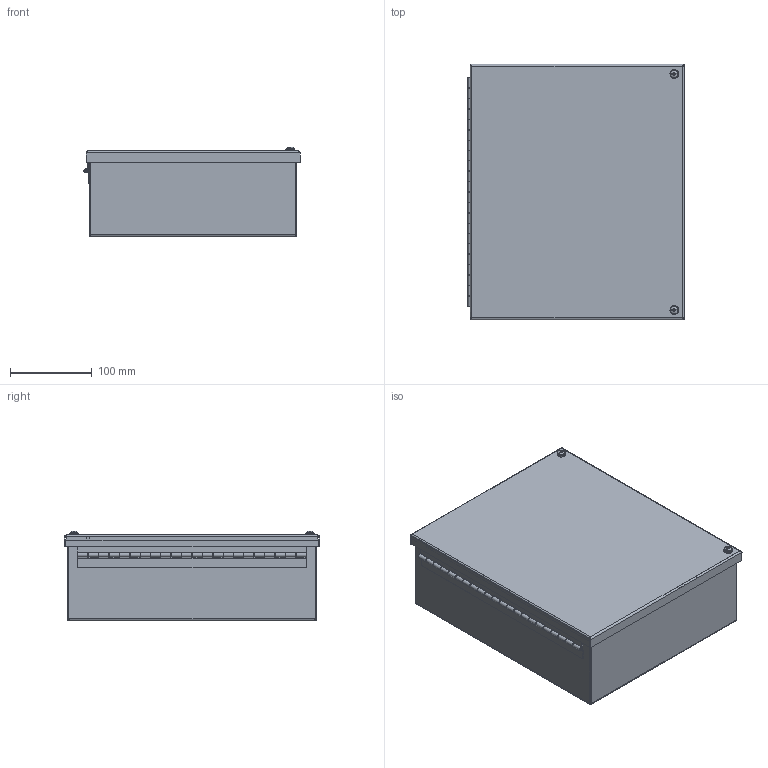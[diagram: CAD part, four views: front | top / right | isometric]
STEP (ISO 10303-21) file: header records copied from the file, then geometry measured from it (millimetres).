
FILE_DESCRIPTION(/* description */ ('JIC,WA-GIE,CS,12X10X4,N12'),/* implementation_level */ '2;1');
FILE_NAME(/* name */ 'WA121004GIE.stp',/* time_stamp */ '2021-10-23T16:22:31-05:00',/* author */ ('kadelman'),/* organization */ (''),/* preprocessor_version */ 'ST-DEVELOPER v18',/* originating_system */ 'Autodesk Inventor 2020',/* authorisation */ '');
FILE_SCHEMA (('AUTOMOTIVE_DESIGN { 1 0 10303 214 3 1 1 }'));
Length unit declared in the file: inch
Products named in the file (13): WA121004GIE; WA121004GIEBKP; 3499; 328123; 328123LH; 328123P; 328123TH; WA1210GIELID; 316263; 38811; 34984; HFW372235-SCREW; HFW372235-WASHER
Assembly tree (19 placements, depth 3):
  WA121004GIE
    WA121004GIEBKP
    3499  x4
    328123
      328123LH
      328123P
      328123TH
    WA1210GIELID
    316263  x2
    38811
    34984  x2
    HFW372235-SCREW  x2
    HFW372235-WASHER  x2
Bounding box: 264.45 x 312.74 x 109.79 mm (x, y, z)
Volume: 549374.5 mm3; surface area: 670294.9 mm2
Topology: 18 solids, 18 shells, 515 faces, 1333 edges, 867 vertices
Faces by surface type: plane 293, cylinder 147, bspline 36, cone 27, torus 8, sphere 4
Full cylindrical faces by diameter (mm): 2.54 x1, 2.957 x22, 3.533 x2, 3.534 x16, 3.962 x6, 4.445 x2, 4.775 x12, 4.826 x1, 4.978 x2, 6.299 x2, 6.35 x1, 6.528 x4, 7.144 x2, 7.62 x4, 7.938 x4, 9.525 x2, 10.312 x2, 15.875 x4
Entity records: 14415 total; most frequent: CARTESIAN_POINT 4226, ORIENTED_EDGE 1966, DIRECTION 1924, EDGE_CURVE 983, LINE 642, VECTOR 642, AXIS2_PLACEMENT_3D 641, VERTEX_POINT 630
